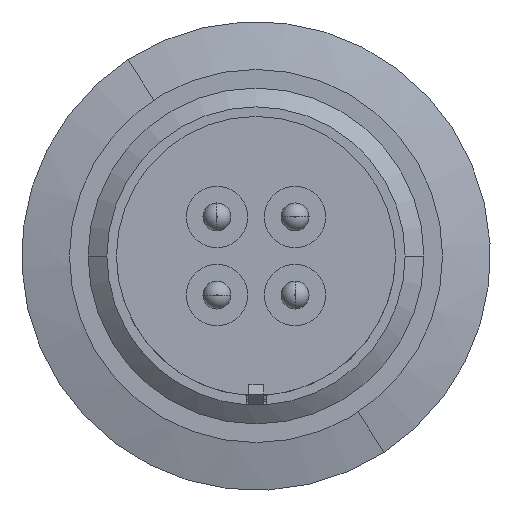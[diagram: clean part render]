
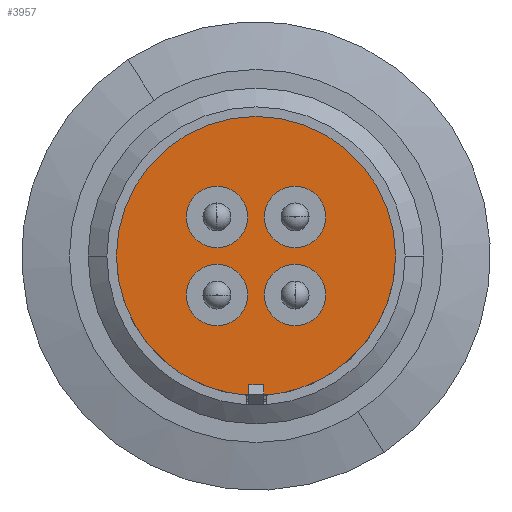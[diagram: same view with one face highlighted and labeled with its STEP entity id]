
A CAD part, front view. The second image highlights one B-rep face of the part: STEP entity #3957.
In plain terms, the highlighted planar face has unit normal (0, -1, 0).
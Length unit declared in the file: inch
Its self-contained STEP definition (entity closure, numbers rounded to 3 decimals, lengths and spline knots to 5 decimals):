
#70 = PLANE ( 'NONE',  #3734 ) ;
#76 = CARTESIAN_POINT ( 'NONE',  ( 0., 0., 0. ) ) ;
#165 = DIRECTION ( 'NONE',  ( 0., 0., 1. ) ) ;
#182 = DIRECTION ( 'NONE',  ( 0., 1., 0. ) ) ;
#406 = VERTEX_POINT ( 'NONE', #4904 ) ;
#465 = EDGE_LOOP ( 'NONE', ( #2873, #2496 ) ) ;
#582 = CIRCLE ( 'NONE', #1502, 0.10264 ) ;
#617 = EDGE_LOOP ( 'NONE', ( #1098, #1119 ) ) ;
#654 = CIRCLE ( 'NONE', #3635, 0.10264 ) ;
#656 = CIRCLE ( 'NONE', #3580, 0.4825 ) ;
#800 = EDGE_LOOP ( 'NONE', ( #2656, #2421 ) ) ;
#810 = EDGE_LOOP ( 'NONE', ( #2398, #1226 ) ) ;
#829 = CIRCLE ( 'NONE', #1452, 0.10264 ) ;
#839 = CIRCLE ( 'NONE', #1509, 0.10264 ) ;
#841 = CIRCLE ( 'NONE', #1427, 0.10264 ) ;
#888 = VERTEX_POINT ( 'NONE', #4869 ) ;
#890 = CIRCLE ( 'NONE', #1388, 0.10264 ) ;
#998 = CIRCLE ( 'NONE', #1369, 0.10264 ) ;
#1031 = CIRCLE ( 'NONE', #1415, 0.10264 ) ;
#1034 = CIRCLE ( 'NONE', #1339, 0.4825 ) ;
#1045 = EDGE_LOOP ( 'NONE', ( #1058, #1211 ) ) ;
#1058 = ORIENTED_EDGE ( 'NONE', *, *, #1529, .F. ) ;
#1098 = ORIENTED_EDGE ( 'NONE', *, *, #1315, .T. ) ;
#1119 = ORIENTED_EDGE ( 'NONE', *, *, #1859, .T. ) ;
#1211 = ORIENTED_EDGE ( 'NONE', *, *, #1362, .F. ) ;
#1226 = ORIENTED_EDGE ( 'NONE', *, *, #1843, .F. ) ;
#1315 = EDGE_CURVE ( 'NONE', #406, #888, #1034, .T. ) ;
#1328 = EDGE_CURVE ( 'NONE', #3096, #2740, #1031, .T. ) ;
#1339 = AXIS2_PLACEMENT_3D ( 'NONE', #4895, #4863, #4872 ) ;
#1362 = EDGE_CURVE ( 'NONE', #2841, #2388, #998, .T. ) ;
#1369 = AXIS2_PLACEMENT_3D ( 'NONE', #4629, #4584, #4834 ) ;
#1388 = AXIS2_PLACEMENT_3D ( 'NONE', #3283, #3222, #3360 ) ;
#1415 = AXIS2_PLACEMENT_3D ( 'NONE', #4505, #4786, #4857 ) ;
#1427 = AXIS2_PLACEMENT_3D ( 'NONE', #4722, #4798, #4858 ) ;
#1452 = AXIS2_PLACEMENT_3D ( 'NONE', #3467, #3374, #3276 ) ;
#1502 = AXIS2_PLACEMENT_3D ( 'NONE', #4627, #4801, #4542 ) ;
#1509 = AXIS2_PLACEMENT_3D ( 'NONE', #3419, #3133, #3461 ) ;
#1529 = EDGE_CURVE ( 'NONE', #2388, #2841, #841, .T. ) ;
#1605 = EDGE_CURVE ( 'NONE', #2997, #2501, #582, .T. ) ;
#1643 = EDGE_CURVE ( 'NONE', #2740, #3096, #829, .T. ) ;
#1655 = EDGE_CURVE ( 'NONE', #2387, #2664, #890, .T. ) ;
#1678 = EDGE_CURVE ( 'NONE', #2664, #2387, #839, .T. ) ;
#1843 = EDGE_CURVE ( 'NONE', #2501, #2997, #654, .T. ) ;
#1859 = EDGE_CURVE ( 'NONE', #888, #406, #656, .T. ) ;
#2159 = FACE_BOUND ( 'NONE', #465, .T. ) ;
#2220 = FACE_BOUND ( 'NONE', #1045, .T. ) ;
#2276 = FACE_BOUND ( 'NONE', #810, .T. ) ;
#2292 = FACE_BOUND ( 'NONE', #800, .T. ) ;
#2317 = FACE_OUTER_BOUND ( 'NONE', #617, .T. ) ;
#2387 = VERTEX_POINT ( 'NONE', #4081 ) ;
#2388 = VERTEX_POINT ( 'NONE', #4143 ) ;
#2398 = ORIENTED_EDGE ( 'NONE', *, *, #1605, .F. ) ;
#2421 = ORIENTED_EDGE ( 'NONE', *, *, #1643, .F. ) ;
#2496 = ORIENTED_EDGE ( 'NONE', *, *, #1678, .F. ) ;
#2501 = VERTEX_POINT ( 'NONE', #4183 ) ;
#2656 = ORIENTED_EDGE ( 'NONE', *, *, #1328, .F. ) ;
#2664 = VERTEX_POINT ( 'NONE', #4128 ) ;
#2740 = VERTEX_POINT ( 'NONE', #4380 ) ;
#2841 = VERTEX_POINT ( 'NONE', #4386 ) ;
#2873 = ORIENTED_EDGE ( 'NONE', *, *, #1655, .F. ) ;
#2997 = VERTEX_POINT ( 'NONE', #4271 ) ;
#3096 = VERTEX_POINT ( 'NONE', #4102 ) ;
#3133 = DIRECTION ( 'NONE',  ( 0., -1., 0. ) ) ;
#3222 = DIRECTION ( 'NONE',  ( 0., -1., 0. ) ) ;
#3276 = DIRECTION ( 'NONE',  ( 0., 0., 1. ) ) ;
#3283 = CARTESIAN_POINT ( 'NONE',  ( 0.13081, 0., -0.13081 ) ) ;
#3360 = DIRECTION ( 'NONE',  ( 0., 0., 1. ) ) ;
#3374 = DIRECTION ( 'NONE',  ( 0., -1., 0. ) ) ;
#3419 = CARTESIAN_POINT ( 'NONE',  ( 0.13081, 0., -0.13081 ) ) ;
#3461 = DIRECTION ( 'NONE',  ( 0., 0., 1. ) ) ;
#3467 = CARTESIAN_POINT ( 'NONE',  ( -0.13081, 0., 0.13081 ) ) ;
#3580 = AXIS2_PLACEMENT_3D ( 'NONE', #4377, #4446, #4379 ) ;
#3635 = AXIS2_PLACEMENT_3D ( 'NONE', #4160, #4331, #4330 ) ;
#3734 = AXIS2_PLACEMENT_3D ( 'NONE', #76, #182, #165 ) ;
#3957 = ADVANCED_FACE ( 'NONE', ( #2292, #2159, #2317, #2220, #2276 ), #70, .F. ) ;
#4081 = CARTESIAN_POINT ( 'NONE',  ( 0.13081, 0., -0.23345 ) ) ;
#4102 = CARTESIAN_POINT ( 'NONE',  ( -0.13081, 0., 0.23345 ) ) ;
#4128 = CARTESIAN_POINT ( 'NONE',  ( 0.13081, 0., -0.02818 ) ) ;
#4143 = CARTESIAN_POINT ( 'NONE',  ( -0.23345, 0., -0.13081 ) ) ;
#4160 = CARTESIAN_POINT ( 'NONE',  ( 0.13081, 0., 0.13081 ) ) ;
#4183 = CARTESIAN_POINT ( 'NONE',  ( 0.02818, 0., 0.13081 ) ) ;
#4271 = CARTESIAN_POINT ( 'NONE',  ( 0.23345, 0., 0.13081 ) ) ;
#4330 = DIRECTION ( 'NONE',  ( 0., 0., 1. ) ) ;
#4331 = DIRECTION ( 'NONE',  ( 0., -1., 0. ) ) ;
#4377 = CARTESIAN_POINT ( 'NONE',  ( 0., 0., 0. ) ) ;
#4379 = DIRECTION ( 'NONE',  ( -0.472, 0., -0.882 ) ) ;
#4380 = CARTESIAN_POINT ( 'NONE',  ( -0.13081, 0., 0.02818 ) ) ;
#4386 = CARTESIAN_POINT ( 'NONE',  ( -0.02818, 0., -0.13081 ) ) ;
#4446 = DIRECTION ( 'NONE',  ( 0., -1., 0. ) ) ;
#4505 = CARTESIAN_POINT ( 'NONE',  ( -0.13081, 0., 0.13081 ) ) ;
#4542 = DIRECTION ( 'NONE',  ( 0., 0., 1. ) ) ;
#4584 = DIRECTION ( 'NONE',  ( 0., -1., 0. ) ) ;
#4627 = CARTESIAN_POINT ( 'NONE',  ( 0.13081, 0., 0.13081 ) ) ;
#4629 = CARTESIAN_POINT ( 'NONE',  ( -0.13081, 0., -0.13081 ) ) ;
#4722 = CARTESIAN_POINT ( 'NONE',  ( -0.13081, 0., -0.13081 ) ) ;
#4786 = DIRECTION ( 'NONE',  ( 0., -1., 0. ) ) ;
#4798 = DIRECTION ( 'NONE',  ( 0., -1., 0. ) ) ;
#4801 = DIRECTION ( 'NONE',  ( 0., -1., 0. ) ) ;
#4834 = DIRECTION ( 'NONE',  ( 0., 0., 1. ) ) ;
#4857 = DIRECTION ( 'NONE',  ( 0., 0., 1. ) ) ;
#4858 = DIRECTION ( 'NONE',  ( 0., 0., 1. ) ) ;
#4863 = DIRECTION ( 'NONE',  ( 0., -1., 0. ) ) ;
#4869 = CARTESIAN_POINT ( 'NONE',  ( 0.22783, 0., 0.42532 ) ) ;
#4872 = DIRECTION ( 'NONE',  ( -0.472, 0., -0.882 ) ) ;
#4895 = CARTESIAN_POINT ( 'NONE',  ( 0., 0., 0. ) ) ;
#4904 = CARTESIAN_POINT ( 'NONE',  ( -0.22783, 0., -0.42532 ) ) ;
